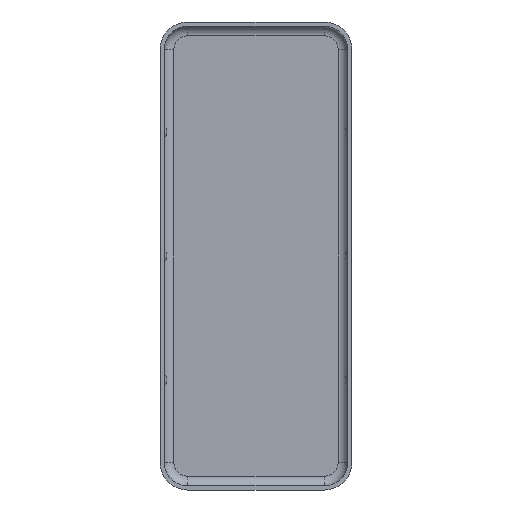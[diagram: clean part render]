
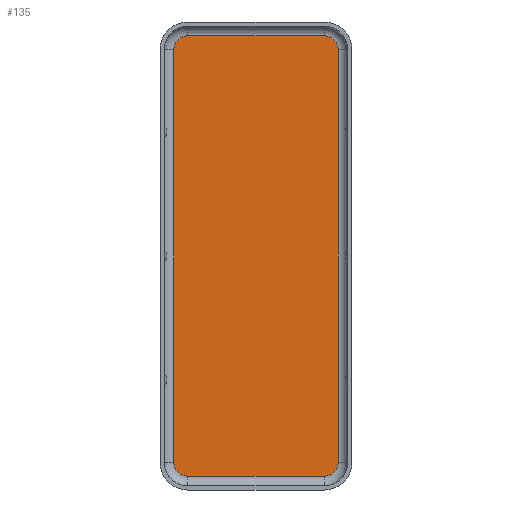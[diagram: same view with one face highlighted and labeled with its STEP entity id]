
A CAD part, front view. The second image highlights one B-rep face of the part: STEP entity #135.
In plain terms, the highlighted planar face has unit normal (0, -1, 0).
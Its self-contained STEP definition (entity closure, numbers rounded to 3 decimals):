
#135 = ADVANCED_FACE( 'NONE', ( #288 ), #289, .T. );
#288 = FACE_OUTER_BOUND( '', #449, .T. );
#289 = PLANE( '', #450 );
#449 = EDGE_LOOP( '', ( #752, #753, #754, #755, #756, #757, #758, #759 ) );
#450 = AXIS2_PLACEMENT_3D( '', #760, #761, #762 );
#752 = ORIENTED_EDGE( '', *, *, #984, .F. );
#753 = ORIENTED_EDGE( '', *, *, #985, .F. );
#754 = ORIENTED_EDGE( '', *, *, #980, .F. );
#755 = ORIENTED_EDGE( '', *, *, #950, .T. );
#756 = ORIENTED_EDGE( '', *, *, #986, .T. );
#757 = ORIENTED_EDGE( '', *, *, #987, .F. );
#758 = ORIENTED_EDGE( '', *, *, #963, .T. );
#759 = ORIENTED_EDGE( '', *, *, #889, .T. );
#760 = CARTESIAN_POINT( '', ( 4.95, 0., -14.95 ) );
#761 = DIRECTION( '', ( 0., -1., 0. ) );
#762 = DIRECTION( '', ( 0., 0., -1. ) );
#889 = EDGE_CURVE( 'NONE', #1043, #1041, #1044, .T. );
#950 = EDGE_CURVE( 'NONE', #1139, #1137, #1140, .T. );
#963 = EDGE_CURVE( 'NONE', #1155, #1043, #1156, .T. );
#980 = EDGE_CURVE( 'NONE', #1139, #1176, #1177, .T. );
#984 = EDGE_CURVE( 'NONE', #1181, #1041, #1182, .T. );
#985 = EDGE_CURVE( 'NONE', #1176, #1181, #1183, .T. );
#986 = EDGE_CURVE( 'NONE', #1137, #1184, #1185, .T. );
#987 = EDGE_CURVE( 'NONE', #1155, #1184, #1186, .T. );
#1041 = VERTEX_POINT( 'NONE', #1246 );
#1043 = VERTEX_POINT( 'NONE', #1248 );
#1044 = CIRCLE( '', #1249, 1. );
#1137 = VERTEX_POINT( 'NONE', #1364 );
#1139 = VERTEX_POINT( 'NONE', #1366 );
#1140 = CIRCLE( '', #1367, 1. );
#1155 = VERTEX_POINT( 'NONE', #1385 );
#1156 = LINE( '', #1386, #1387 );
#1176 = VERTEX_POINT( 'NONE', #1410 );
#1177 = LINE( '', #1411, #1412 );
#1181 = VERTEX_POINT( 'NONE', #1416 );
#1182 = LINE( '', #1417, #1418 );
#1183 = CIRCLE( '', #1419, 1. );
#1184 = VERTEX_POINT( 'NONE', #1420 );
#1185 = LINE( '', #1421, #1422 );
#1186 = CIRCLE( '', #1423, 1. );
#1246 = CARTESIAN_POINT( '', ( -4.95, 0., -15.95 ) );
#1248 = CARTESIAN_POINT( '', ( -5.95, 0., -14.95 ) );
#1249 = AXIS2_PLACEMENT_3D( '', #1479, #1480, #1481 );
#1364 = CARTESIAN_POINT( '', ( 4.95, 0., 15.95 ) );
#1366 = CARTESIAN_POINT( '', ( 5.95, 0., 14.95 ) );
#1367 = AXIS2_PLACEMENT_3D( '', #1579, #1580, #1581 );
#1385 = CARTESIAN_POINT( '', ( -5.95, 0., 14.95 ) );
#1386 = CARTESIAN_POINT( '', ( -5.95, 0., 0. ) );
#1387 = VECTOR( '', #1597, 1000. );
#1410 = CARTESIAN_POINT( '', ( 5.95, 0., -14.95 ) );
#1411 = CARTESIAN_POINT( '', ( 5.95, 0., 0. ) );
#1412 = VECTOR( '', #1616, 1000. );
#1416 = CARTESIAN_POINT( '', ( 4.95, 0., -15.95 ) );
#1417 = CARTESIAN_POINT( '', ( 4.95, 0., -15.95 ) );
#1418 = VECTOR( '', #1620, 1000. );
#1419 = AXIS2_PLACEMENT_3D( '', #1621, #1622, #1623 );
#1420 = CARTESIAN_POINT( '', ( -4.95, 0., 15.95 ) );
#1421 = CARTESIAN_POINT( '', ( 4.95, 0., 15.95 ) );
#1422 = VECTOR( '', #1624, 1000. );
#1423 = AXIS2_PLACEMENT_3D( '', #1625, #1626, #1627 );
#1479 = CARTESIAN_POINT( '', ( -4.95, 0., -14.95 ) );
#1480 = DIRECTION( '', ( 0., -1., 0. ) );
#1481 = DIRECTION( '', ( 0., 0., 1. ) );
#1579 = CARTESIAN_POINT( '', ( 4.95, 0., 14.95 ) );
#1580 = DIRECTION( '', ( 0., -1., 0. ) );
#1581 = DIRECTION( '', ( 0., 0., -1. ) );
#1597 = DIRECTION( '', ( 0., 0., -1. ) );
#1616 = DIRECTION( '', ( 0., 0., -1. ) );
#1620 = DIRECTION( '', ( -1., 0., 0. ) );
#1621 = CARTESIAN_POINT( '', ( 4.95, 0., -14.95 ) );
#1622 = DIRECTION( '', ( 0., 1., 0. ) );
#1623 = DIRECTION( '', ( 0., 0., 1. ) );
#1624 = DIRECTION( '', ( -1., 0., 0. ) );
#1625 = CARTESIAN_POINT( '', ( -4.95, 0., 14.95 ) );
#1626 = DIRECTION( '', ( 0., 1., 0. ) );
#1627 = DIRECTION( '', ( 0., 0., -1. ) );
